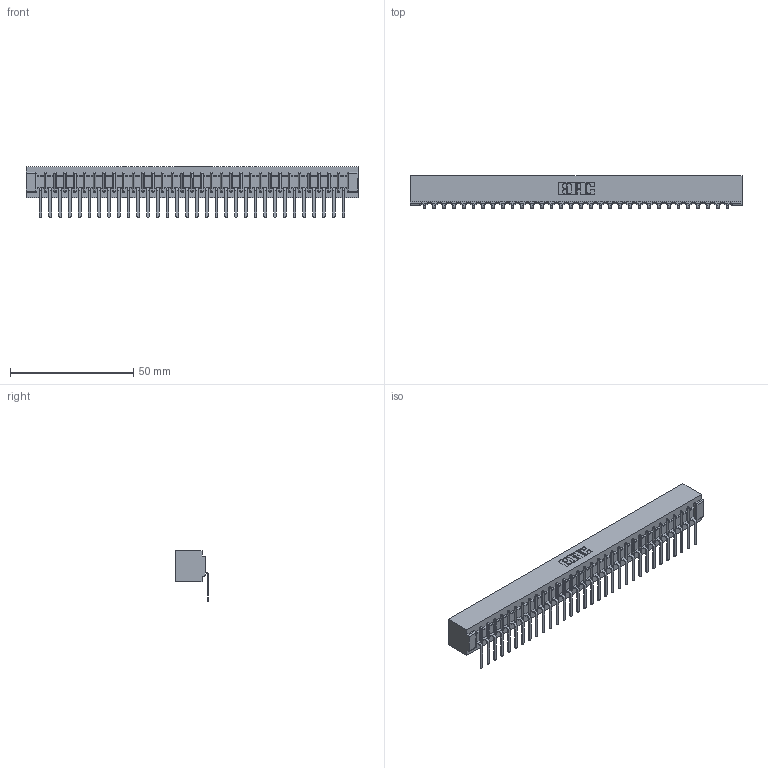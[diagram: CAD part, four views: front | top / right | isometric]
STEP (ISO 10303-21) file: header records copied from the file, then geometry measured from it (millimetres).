
FILE_DESCRIPTION (( 'STEP AP203' ), '1' );
FILE_NAME ('307-032-557-101.STEP', '2019-09-05T05:37:28', ( '' ), ( '' ), 'SwSTEP 2.0', 'SolidWorks 2016', '' );
FILE_SCHEMA (( 'CONFIG_CONTROL_DESIGN' ));
Length unit declared in the file: inch
Products named in the file (3): 307-290-002_557; 307-032-557-101; 307 Part_No Mounting Lugs
Assembly tree (33 placements, depth 2):
  307-032-557-101
    307 Part_No Mounting Lugs
    307-290-002_557  x32
Bounding box: 134.67 x 13.32 x 20.66 mm (x, y, z)
Volume: 14981 mm3; surface area: 19528.5 mm2
Topology: 33 solids, 33 shells, 2639 faces, 8107 edges, 5314 vertices
Faces by surface type: plane 1570, cylinder 1003, sphere 66
Entity records: 29242 total; most frequent: CARTESIAN_POINT 4932, ORIENTED_EDGE 4922, DIRECTION 4795, EDGE_CURVE 2461, VECTOR 1881, LINE 1881, VERTEX_POINT 1594, AXIS2_PLACEMENT_3D 1457
